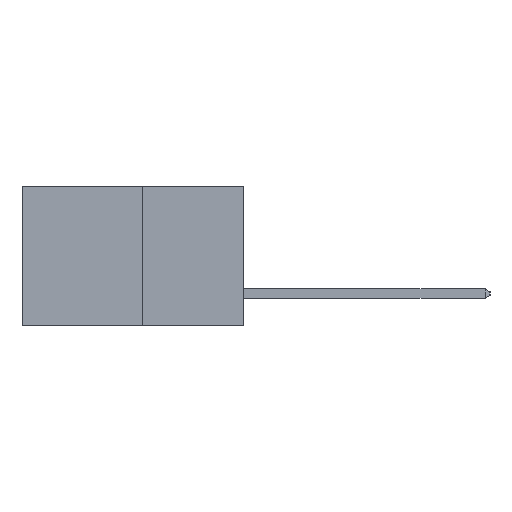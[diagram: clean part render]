
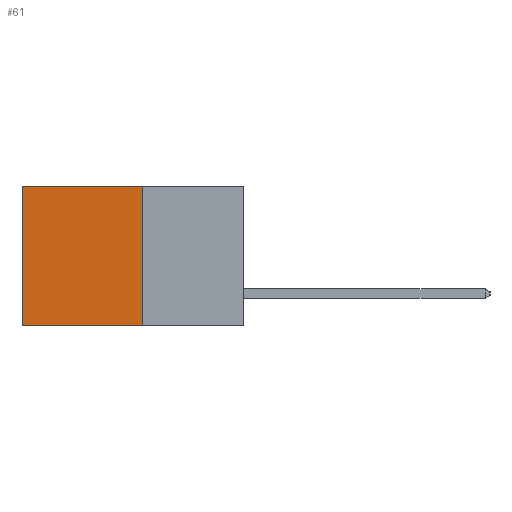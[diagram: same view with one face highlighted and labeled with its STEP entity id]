
A CAD part, left-side view. The second image highlights one B-rep face of the part: STEP entity #61.
In plain terms, the highlighted planar face has unit normal (-1, 0, 0).
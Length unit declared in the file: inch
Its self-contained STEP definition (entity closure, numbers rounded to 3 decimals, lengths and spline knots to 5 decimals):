
#61 = ADVANCED_FACE ( 'NONE', ( #6708 ), #250, .F. ) ;
#250 = PLANE ( 'NONE',  #4888 ) ;
#395 = EDGE_LOOP ( 'NONE', ( #1137, #9640, #1096, #6661 ) ) ;
#1039 = LINE ( 'NONE', #5304, #9688 ) ;
#1096 = ORIENTED_EDGE ( 'NONE', *, *, #5948, .F. ) ;
#1137 = ORIENTED_EDGE ( 'NONE', *, *, #2206, .T. ) ;
#1437 = CARTESIAN_POINT ( 'NONE',  ( 0.277, 0.59, -0.37 ) ) ;
#1697 = VECTOR ( 'NONE', #6585, 39.37008 ) ;
#1702 = LINE ( 'NONE', #1437, #4283 ) ;
#2165 = CARTESIAN_POINT ( 'NONE',  ( 0.277, 0.27, -0.37 ) ) ;
#2206 = EDGE_CURVE ( 'NONE', #5697, #3181, #1702, .T. ) ;
#2586 = CARTESIAN_POINT ( 'NONE',  ( 0.277, 0.27, -0.37 ) ) ;
#3181 = VERTEX_POINT ( 'NONE', #8126 ) ;
#3671 = DIRECTION ( 'NONE',  ( 1., 0., 0. ) ) ;
#4283 = VECTOR ( 'NONE', #10393, 39.37008 ) ;
#4325 = VECTOR ( 'NONE', #8477, 39.37008 ) ;
#4599 = LINE ( 'NONE', #2586, #4325 ) ;
#4888 = AXIS2_PLACEMENT_3D ( 'NONE', #9117, #3671, #10484 ) ;
#4893 = CARTESIAN_POINT ( 'NONE',  ( 0.277, 0.27, 0. ) ) ;
#5304 = CARTESIAN_POINT ( 'NONE',  ( 0.277, 0.27, -0.37 ) ) ;
#5697 = VERTEX_POINT ( 'NONE', #8947 ) ;
#5948 = EDGE_CURVE ( 'NONE', #8152, #10138, #4599, .T. ) ;
#6585 = DIRECTION ( 'NONE',  ( 0., 1., 0. ) ) ;
#6661 = ORIENTED_EDGE ( 'NONE', *, *, #8360, .T. ) ;
#6707 = EDGE_CURVE ( 'NONE', #10138, #3181, #1039, .T. ) ;
#6708 = FACE_OUTER_BOUND ( 'NONE', #395, .T. ) ;
#7780 = DIRECTION ( 'NONE',  ( 0., 1., 0. ) ) ;
#8126 = CARTESIAN_POINT ( 'NONE',  ( 0.277, 0.59, -0.37 ) ) ;
#8152 = VERTEX_POINT ( 'NONE', #8721 ) ;
#8165 = LINE ( 'NONE', #4893, #1697 ) ;
#8360 = EDGE_CURVE ( 'NONE', #8152, #5697, #8165, .T. ) ;
#8477 = DIRECTION ( 'NONE',  ( 0., 0., -1. ) ) ;
#8721 = CARTESIAN_POINT ( 'NONE',  ( 0.277, 0.27, 0. ) ) ;
#8947 = CARTESIAN_POINT ( 'NONE',  ( 0.277, 0.59, 0. ) ) ;
#9117 = CARTESIAN_POINT ( 'NONE',  ( 0.277, 0.27, -0.37 ) ) ;
#9640 = ORIENTED_EDGE ( 'NONE', *, *, #6707, .F. ) ;
#9688 = VECTOR ( 'NONE', #7780, 39.37008 ) ;
#10138 = VERTEX_POINT ( 'NONE', #2165 ) ;
#10393 = DIRECTION ( 'NONE',  ( 0., 0., -1. ) ) ;
#10484 = DIRECTION ( 'NONE',  ( 0., 0., -1. ) ) ;
